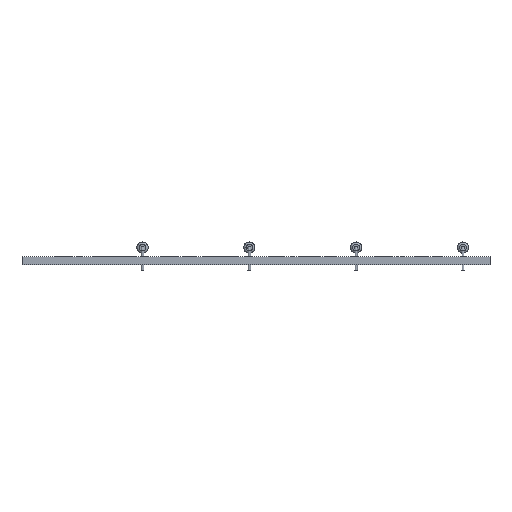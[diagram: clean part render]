
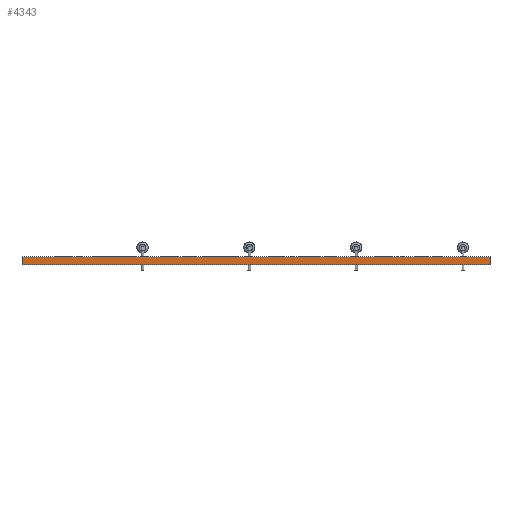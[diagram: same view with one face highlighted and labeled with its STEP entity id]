
A CAD part, front view. The second image highlights one B-rep face of the part: STEP entity #4343.
In plain terms, the highlighted planar face has unit normal (0, -1, 0).
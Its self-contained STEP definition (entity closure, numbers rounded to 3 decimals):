
#673=FACE_OUTER_BOUND('',#883,.T.);
#883=EDGE_LOOP('',(#3045,#3046,#3047,#3048));
#1315=LINE('',#6350,#1677);
#1316=LINE('',#6352,#1678);
#1317=LINE('',#6354,#1679);
#1318=LINE('',#6355,#1680);
#1677=VECTOR('',#5053,1.);
#1678=VECTOR('',#5054,1.);
#1679=VECTOR('',#5055,1.);
#1680=VECTOR('',#5056,1.);
#2039=VERTEX_POINT('',#6348);
#2040=VERTEX_POINT('',#6349);
#2041=VERTEX_POINT('',#6351);
#2042=VERTEX_POINT('',#6353);
#2441=EDGE_CURVE('',#2039,#2040,#1315,.T.);
#2442=EDGE_CURVE('',#2040,#2041,#1316,.T.);
#2443=EDGE_CURVE('',#2042,#2041,#1317,.T.);
#2444=EDGE_CURVE('',#2039,#2042,#1318,.T.);
#3045=ORIENTED_EDGE('',*,*,#2441,.T.);
#3046=ORIENTED_EDGE('',*,*,#2442,.T.);
#3047=ORIENTED_EDGE('',*,*,#2443,.F.);
#3048=ORIENTED_EDGE('',*,*,#2444,.F.);
#4253=PLANE('',#4581);
#4343=ADVANCED_FACE('',(#673),#4253,.T.);
#4581=AXIS2_PLACEMENT_3D('',#6347,#5051,#5052);
#5051=DIRECTION('center_axis',(0.,-1.,0.));
#5052=DIRECTION('ref_axis',(-1.,0.,0.));
#5053=DIRECTION('',(0.,0.,1.));
#5054=DIRECTION('',(-1.,0.,0.));
#5055=DIRECTION('',(0.,0.,1.));
#5056=DIRECTION('',(-1.,0.,0.));
#6347=CARTESIAN_POINT('Origin',(188.015,-140.895,0.));
#6348=CARTESIAN_POINT('',(188.015,-140.895,0.));
#6349=CARTESIAN_POINT('',(188.015,-140.895,1.51));
#6350=CARTESIAN_POINT('',(188.015,-140.895,0.));
#6351=CARTESIAN_POINT('',(104.546,-140.895,1.51));
#6352=CARTESIAN_POINT('',(188.015,-140.895,1.51));
#6353=CARTESIAN_POINT('',(104.546,-140.895,0.));
#6354=CARTESIAN_POINT('',(104.546,-140.895,0.));
#6355=CARTESIAN_POINT('',(188.015,-140.895,0.));
